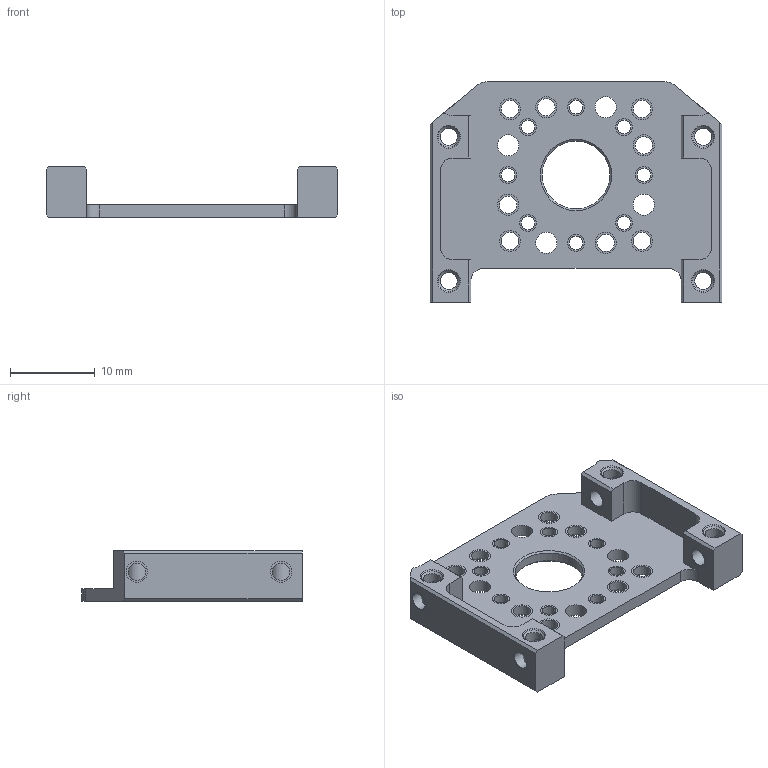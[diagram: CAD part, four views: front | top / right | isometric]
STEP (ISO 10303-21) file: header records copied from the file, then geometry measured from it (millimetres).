
FILE_DESCRIPTION(/* description */ (''),/* implementation_level */ '2;1');
FILE_NAME(/* name */ 'FR07-B101_v2.step',/* time_stamp */ '2023-01-15T11:57:02-08:00',/* author */ (''),/* organization */ (''),/* preprocessor_version */ 'ST-DEVELOPER v19.2',/* originating_system */ 'Autodesk Translation Framework v11.17.0.187',/* authorisation */ '');
FILE_SCHEMA (('AUTOMOTIVE_DESIGN { 1 0 10303 214 3 1 1 }'));
Length unit declared in the file: millimetre
Products named in the file (1): FR07-B101
Bounding box: 34.4 x 26 x 6 mm (x, y, z)
Volume: 1413.8 mm3; surface area: 2936.8 mm2
Topology: 1 solids, 29 shells, 133 faces, 411 edges, 272 vertices
Faces by surface type: cylinder 75, plane 34, cone 24
Full cylindrical faces by diameter (mm): 1.6 x8, 2 x8, 2.05 x24, 2.5 x24, 8 x1
Entity records: 8445 total; most frequent: CARTESIAN_POINT 4465, DIRECTION 831, ORIENTED_EDGE 734, EDGE_CURVE 411, AXIS2_PLACEMENT_3D 318, VERTEX_POINT 272, EDGE_LOOP 207, LINE 195
